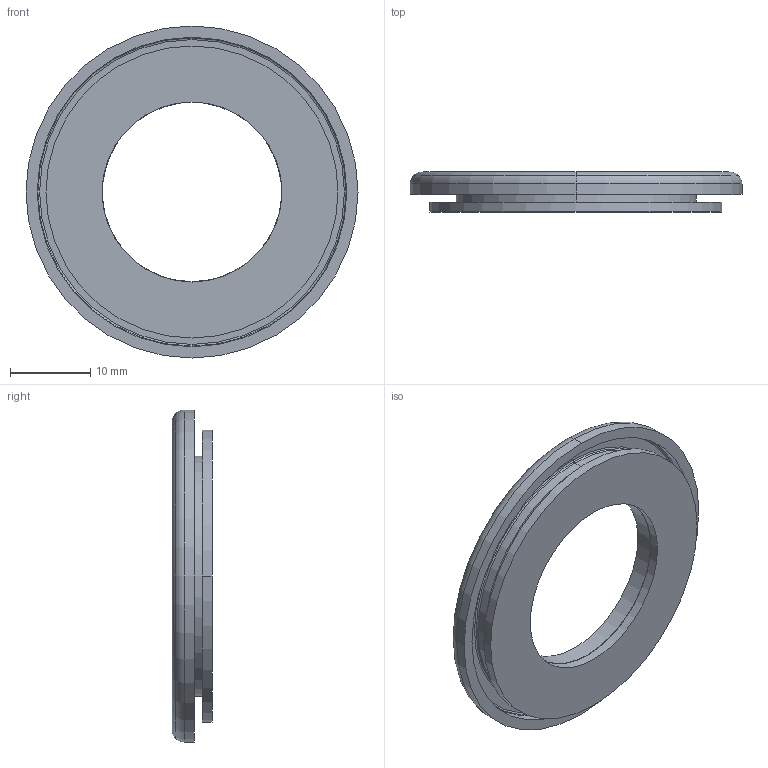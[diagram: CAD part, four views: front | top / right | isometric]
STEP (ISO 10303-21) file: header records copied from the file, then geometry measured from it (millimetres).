
FILE_DESCRIPTION((''),'2;1');
FILE_NAME('CSW-AR30_ASM','2022-04-12T11:34:40',('klemen.sitar'),('Audax d.o.o.'),'CREO PARAMETRIC BY PTC INC, 2021304','CREO PARAMETRIC BY PTC INC, 2021304','');
FILE_SCHEMA(('AP242_MANAGED_MODEL_BASED_3D_ENGINEERING_MIM_LF { 1 0 10303 442 1 1 4 }'));
Length unit declared in the file: metre
Products named in the file (3): CSW-AR30_1_1; CSW-AR30_2; CSW-AR30_ASM
Assembly tree (2 placements, depth 2):
  CSW-AR30_ASM
    CSW-AR30_1_1
    CSW-AR30_2
Bounding box: 41.5 x 5 x 41.5 mm (x, y, z)
Volume: 2670.1 mm3; surface area: 4326.8 mm2
Topology: 2 solids, 2 shells, 46 faces, 96 edges, 58 vertices
Faces by surface type: torus 20, cylinder 13, plane 11, cone 2
Entity records: 2556 total; most frequent: COLOUR_RGB 337, DIRECTION 274, CARTESIAN_POINT 214, ORIENTED_EDGE 192, PRESENTATION_STYLE_ASSIGNMENT 147, STYLED_ITEM 147, AXIS2_PLACEMENT_3D 125, CURVE_STYLE 99
